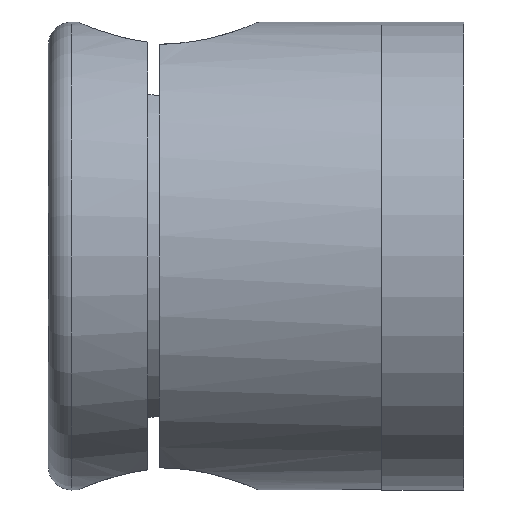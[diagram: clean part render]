
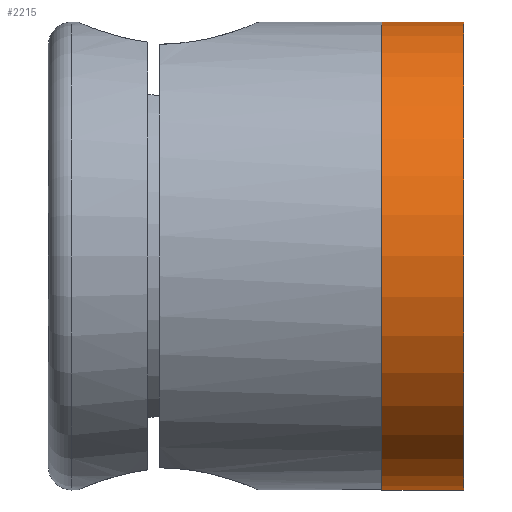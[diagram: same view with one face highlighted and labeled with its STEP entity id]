
A CAD part, left-side view. The second image highlights one B-rep face of the part: STEP entity #2215.
In plain terms, the highlighted cylindrical face has radius 20 mm (diameter 40 mm), a full revolution.
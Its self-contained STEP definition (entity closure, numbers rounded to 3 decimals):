
#5 = AXIS2_PLACEMENT_3D ( 'NONE', #8382, #9794, #270 ) ;
#131 = CARTESIAN_POINT ( 'NONE',  ( 19.895, 4.05, 2.045 ) ) ;
#192 = CYLINDRICAL_SURFACE ( 'NONE', #5085, 20. ) ;
#270 = DIRECTION ( 'NONE',  ( 0., 0., 1. ) ) ;
#1110 = CARTESIAN_POINT ( 'NONE',  ( 19.993, 1.467, 0.545 ) ) ;
#1349 = CARTESIAN_POINT ( 'NONE',  ( 19.93, 2.22, -1.67 ) ) ;
#1462 = CARTESIAN_POINT ( 'NONE',  ( 19.896, 4.054, -2.044 ) ) ;
#1600 = EDGE_CURVE ( 'NONE', #16969, #16969, #2334, .T. ) ;
#1734 = EDGE_LOOP ( 'NONE', ( #10421 ) ) ;
#2215 = ADVANCED_FACE ( 'NONE', ( #13652, #5045, #14480 ), #192, .T. ) ;
#2334 = CIRCLE ( 'NONE', #5, 20. ) ;
#2476 = CARTESIAN_POINT ( 'NONE',  ( 19.979, 1.612, 0.93 ) ) ;
#2585 = CARTESIAN_POINT ( 'NONE',  ( 19.889, 3.5, -2.1 ) ) ;
#2627 = DIRECTION ( 'NONE',  ( 0., 0., -1. ) ) ;
#2705 = CARTESIAN_POINT ( 'NONE',  ( 19.973, 1.678, 1.053 ) ) ;
#2756 = CARTESIAN_POINT ( 'NONE',  ( 19.959, 5.169, 1.282 ) ) ;
#2817 = CARTESIAN_POINT ( 'NONE',  ( 19.889, 3.773, 2.1 ) ) ;
#2876 = CARTESIAN_POINT ( 'NONE',  ( 19.999, 5.586, 0.277 ) ) ;
#3007 = CIRCLE ( 'NONE', #3377, 20. ) ;
#3377 = AXIS2_PLACEMENT_3D ( 'NONE', #12858, #8918, #14088 ) ;
#3561 = CARTESIAN_POINT ( 'NONE',  ( 19.889, 3.5, -2.1 ) ) ;
#3610 = CARTESIAN_POINT ( 'NONE',  ( 0., 7., 20. ) ) ;
#3760 = ORIENTED_EDGE ( 'NONE', *, *, #1600, .T. ) ;
#3840 = CARTESIAN_POINT ( 'NONE',  ( 19.917, 2.446, 1.821 ) ) ;
#3880 = DIRECTION ( 'NONE',  ( 0., -1., 0. ) ) ;
#3902 = CARTESIAN_POINT ( 'NONE',  ( 20., 1.4, -0.275 ) ) ;
#4062 = CARTESIAN_POINT ( 'NONE',  ( 19.959, 1.821, -1.291 ) ) ;
#4192 = CARTESIAN_POINT ( 'NONE',  ( 19.989, 5.493, -0.675 ) ) ;
#5045 = FACE_OUTER_BOUND ( 'NONE', #11583, .T. ) ;
#5085 = AXIS2_PLACEMENT_3D ( 'NONE', #5241, #3880, #2627 ) ;
#5241 = CARTESIAN_POINT ( 'NONE',  ( 0., 7., 0. ) ) ;
#5364 = CARTESIAN_POINT ( 'NONE',  ( 19.896, 2.956, -2.033 ) ) ;
#5469 = CARTESIAN_POINT ( 'NONE',  ( 19.959, 5.171, -1.279 ) ) ;
#5523 = CARTESIAN_POINT ( 'NONE',  ( 19.952, 5.08, 1.39 ) ) ;
#5582 = CARTESIAN_POINT ( 'NONE',  ( 19.993, 5.532, 0.546 ) ) ;
#5641 = CARTESIAN_POINT ( 'NONE',  ( 19.891, 3.223, 2.086 ) ) ;
#5816 = VERTEX_POINT ( 'NONE', #3610 ) ;
#5895 = EDGE_CURVE ( 'NONE', #10465, #10465, #8874, .T. ) ;
#6345 = CARTESIAN_POINT ( 'NONE',  ( 0., 0., 20. ) ) ;
#6695 = CARTESIAN_POINT ( 'NONE',  ( 20., 1.4, 0.136 ) ) ;
#6800 = CARTESIAN_POINT ( 'NONE',  ( 19.973, 5.322, 1.054 ) ) ;
#6864 = CARTESIAN_POINT ( 'NONE',  ( 19.916, 4.555, 1.836 ) ) ;
#6975 = CARTESIAN_POINT ( 'NONE',  ( 19.889, 3.5, -2.1 ) ) ;
#7037 = CARTESIAN_POINT ( 'NONE',  ( 19.979, 5.386, 0.933 ) ) ;
#7887 = CARTESIAN_POINT ( 'NONE',  ( 19.911, 2.568, -1.887 ) ) ;
#8117 = CARTESIAN_POINT ( 'NONE',  ( 19.93, 2.218, 1.669 ) ) ;
#8279 = CARTESIAN_POINT ( 'NONE',  ( 19.93, 4.793, -1.678 ) ) ;
#8382 = CARTESIAN_POINT ( 'NONE',  ( 0., 0., 0. ) ) ;
#8874 = B_SPLINE_CURVE_WITH_KNOTS ( 'NONE', 3,
 ( #2585, #10606, #9286, #5364, #15992, #7887, #11907, #1349, #11971, #4062, #14747, #9241, #3902, #6695, #16110, #1110, #10775, #2476, #2705, #12129, #13468, #14804, #8117, #3840, #13243, #14570, #13582, #5641, #13645, #2817, #131, #6864, #9643, #5523, #2756, #6800, #7037, #13742, #5582, #2876, #14924, #14972, #15039, #12233, #4192, #9511, #12293, #5469, #13520, #8279, #10960, #1462, #12354, #6975 ),
 .UNSPECIFIED., .T., .F.,
 ( 4, 2, 2, 2, 2, 2, 2, 2, 2, 2, 2, 2, 2, 2, 2, 2, 2, 2, 2, 2, 2, 2, 2, 2, 2, 2, 4 ),
 ( 0., 0., 0.001, 0.001, 0.002, 0.002, 0.003, 0.004, 0.004, 0.005, 0.005, 0.005, 0.006, 0.006, 0.007, 0.007, 0.008, 0.009, 0.009, 0.009, 0.01, 0.01, 0.011, 0.011, 0.011, 0.012, 0.013 ),
 .UNSPECIFIED. ) ;
#8918 = DIRECTION ( 'NONE',  ( 0., 1., 0. ) ) ;
#9241 = CARTESIAN_POINT ( 'NONE',  ( 19.994, 1.455, -0.552 ) ) ;
#9286 = CARTESIAN_POINT ( 'NONE',  ( 19.891, 3.225, -2.086 ) ) ;
#9511 = CARTESIAN_POINT ( 'NONE',  ( 19.979, 5.388, -0.93 ) ) ;
#9643 = CARTESIAN_POINT ( 'NONE',  ( 19.93, 4.79, 1.68 ) ) ;
#9794 = DIRECTION ( 'NONE',  ( 0., 1., 0. ) ) ;
#10421 = ORIENTED_EDGE ( 'NONE', *, *, #5895, .T. ) ;
#10465 = VERTEX_POINT ( 'NONE', #3561 ) ;
#10606 = CARTESIAN_POINT ( 'NONE',  ( 19.889, 3.361, -2.1 ) ) ;
#10775 = CARTESIAN_POINT ( 'NONE',  ( 19.989, 1.507, 0.675 ) ) ;
#10960 = CARTESIAN_POINT ( 'NONE',  ( 19.916, 4.559, -1.834 ) ) ;
#11583 = EDGE_LOOP ( 'NONE', ( #17344 ) ) ;
#11907 = CARTESIAN_POINT ( 'NONE',  ( 19.917, 2.448, -1.823 ) ) ;
#11971 = CARTESIAN_POINT ( 'NONE',  ( 19.938, 2.112, -1.582 ) ) ;
#12129 = CARTESIAN_POINT ( 'NONE',  ( 19.959, 1.83, 1.28 ) ) ;
#12233 = CARTESIAN_POINT ( 'NONE',  ( 19.993, 5.533, -0.542 ) ) ;
#12293 = CARTESIAN_POINT ( 'NONE',  ( 19.973, 5.324, -1.051 ) ) ;
#12354 = CARTESIAN_POINT ( 'NONE',  ( 19.889, 3.778, -2.1 ) ) ;
#12858 = CARTESIAN_POINT ( 'NONE',  ( 0., 7., 0. ) ) ;
#13243 = CARTESIAN_POINT ( 'NONE',  ( 19.911, 2.568, 1.887 ) ) ;
#13468 = CARTESIAN_POINT ( 'NONE',  ( 19.952, 1.916, 1.386 ) ) ;
#13520 = CARTESIAN_POINT ( 'NONE',  ( 19.952, 5.083, -1.387 ) ) ;
#13582 = CARTESIAN_POINT ( 'NONE',  ( 19.896, 2.954, 2.032 ) ) ;
#13645 = CARTESIAN_POINT ( 'NONE',  ( 19.889, 3.362, 2.1 ) ) ;
#13652 = FACE_BOUND ( 'NONE', #1734, .T. ) ;
#13742 = CARTESIAN_POINT ( 'NONE',  ( 19.989, 5.492, 0.679 ) ) ;
#14088 = DIRECTION ( 'NONE',  ( 0., 0., 1. ) ) ;
#14480 = FACE_OUTER_BOUND ( 'NONE', #16530, .T. ) ;
#14570 = CARTESIAN_POINT ( 'NONE',  ( 19.901, 2.823, 1.993 ) ) ;
#14747 = CARTESIAN_POINT ( 'NONE',  ( 19.974, 1.665, -1.057 ) ) ;
#14804 = CARTESIAN_POINT ( 'NONE',  ( 19.938, 2.112, 1.582 ) ) ;
#14924 = CARTESIAN_POINT ( 'NONE',  ( 20., 5.6, 0.141 ) ) ;
#14972 = CARTESIAN_POINT ( 'NONE',  ( 20., 5.6, -0.137 ) ) ;
#15039 = CARTESIAN_POINT ( 'NONE',  ( 19.999, 5.587, -0.273 ) ) ;
#15251 = EDGE_CURVE ( 'NONE', #5816, #5816, #3007, .T. ) ;
#15992 = CARTESIAN_POINT ( 'NONE',  ( 19.901, 2.823, -1.993 ) ) ;
#16110 = CARTESIAN_POINT ( 'NONE',  ( 19.999, 1.414, 0.275 ) ) ;
#16530 = EDGE_LOOP ( 'NONE', ( #3760 ) ) ;
#16969 = VERTEX_POINT ( 'NONE', #6345 ) ;
#17344 = ORIENTED_EDGE ( 'NONE', *, *, #15251, .F. ) ;
